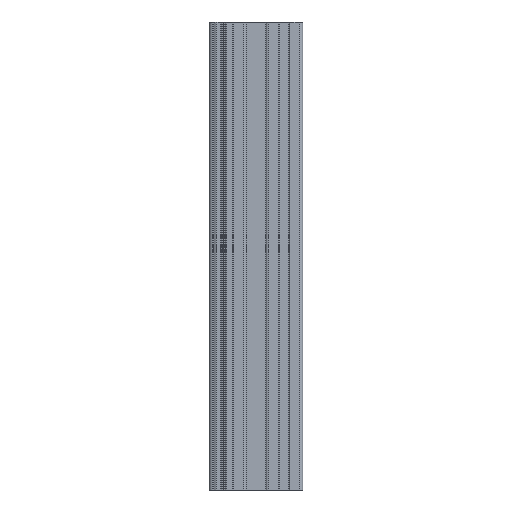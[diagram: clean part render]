
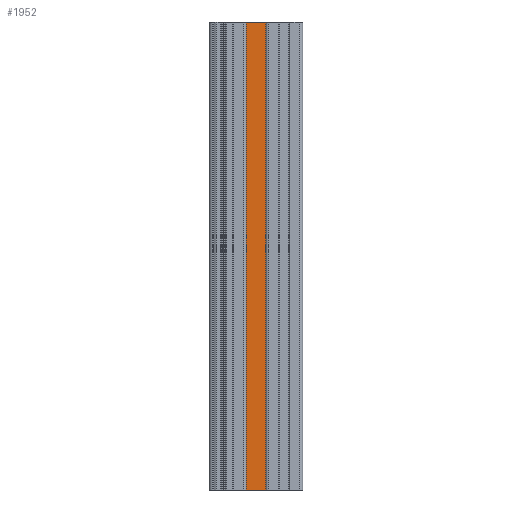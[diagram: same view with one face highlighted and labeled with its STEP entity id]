
A CAD part, left-side view. The second image highlights one B-rep face of the part: STEP entity #1952.
In plain terms, the highlighted planar face has unit normal (-1, 0, 0).
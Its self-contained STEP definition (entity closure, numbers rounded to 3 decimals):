
#6 = DIRECTION ( 'NONE',  ( 0., -1., 0. ) ) ;
#231 = LINE ( 'NONE', #5056, #1679 ) ;
#234 = EDGE_CURVE ( 'NONE', #1040, #6283, #5780, .T. ) ;
#303 = CARTESIAN_POINT ( 'NONE',  ( 1405.799, 402.218, 200. ) ) ;
#426 = DIRECTION ( 'NONE',  ( 1., 0., 0. ) ) ;
#438 = LINE ( 'NONE', #945, #1906 ) ;
#691 = DIRECTION ( 'NONE',  ( 0., -1., 0. ) ) ;
#913 = DIRECTION ( 'NONE',  ( 0., 0., -1. ) ) ;
#945 = CARTESIAN_POINT ( 'NONE',  ( 1405.799, 413.833, 200. ) ) ;
#1040 = VERTEX_POINT ( 'NONE', #6930 ) ;
#1110 = ORIENTED_EDGE ( 'NONE', *, *, #234, .F. ) ;
#1598 = CARTESIAN_POINT ( 'NONE',  ( 1405.799, 413.833, 0. ) ) ;
#1679 = VECTOR ( 'NONE', #691, 1000. ) ;
#1792 = EDGE_CURVE ( 'NONE', #6283, #4516, #5323, .T. ) ;
#1906 = VECTOR ( 'NONE', #4036, 1000. ) ;
#1952 = ADVANCED_FACE ( 'NONE', ( #5824 ), #6647, .F. ) ;
#2152 = CARTESIAN_POINT ( 'NONE',  ( 1405.799, 402.218, 200. ) ) ;
#2445 = VECTOR ( 'NONE', #6, 1000. ) ;
#2780 = ORIENTED_EDGE ( 'NONE', *, *, #5577, .T. ) ;
#2931 = EDGE_CURVE ( 'NONE', #5246, #4516, #231, .T. ) ;
#3091 = CARTESIAN_POINT ( 'NONE',  ( 1405.799, 0., 200. ) ) ;
#3233 = AXIS2_PLACEMENT_3D ( 'NONE', #4162, #426, #4796 ) ;
#3271 = ORIENTED_EDGE ( 'NONE', *, *, #2931, .T. ) ;
#3511 = ORIENTED_EDGE ( 'NONE', *, *, #1792, .F. ) ;
#4036 = DIRECTION ( 'NONE',  ( 0., 0., -1. ) ) ;
#4162 = CARTESIAN_POINT ( 'NONE',  ( 1405.799, 0., 200. ) ) ;
#4492 = CARTESIAN_POINT ( 'NONE',  ( 1405.799, 402.218, 0. ) ) ;
#4516 = VERTEX_POINT ( 'NONE', #4492 ) ;
#4796 = DIRECTION ( 'NONE',  ( 0., 1., 0. ) ) ;
#4845 = EDGE_LOOP ( 'NONE', ( #3271, #3511, #1110, #2780 ) ) ;
#5056 = CARTESIAN_POINT ( 'NONE',  ( 1405.799, 0., 0. ) ) ;
#5246 = VERTEX_POINT ( 'NONE', #1598 ) ;
#5323 = LINE ( 'NONE', #2152, #6980 ) ;
#5577 = EDGE_CURVE ( 'NONE', #1040, #5246, #438, .T. ) ;
#5780 = LINE ( 'NONE', #3091, #2445 ) ;
#5824 = FACE_OUTER_BOUND ( 'NONE', #4845, .T. ) ;
#6283 = VERTEX_POINT ( 'NONE', #303 ) ;
#6647 = PLANE ( 'NONE',  #3233 ) ;
#6930 = CARTESIAN_POINT ( 'NONE',  ( 1405.799, 413.833, 200. ) ) ;
#6980 = VECTOR ( 'NONE', #913, 1000. ) ;
